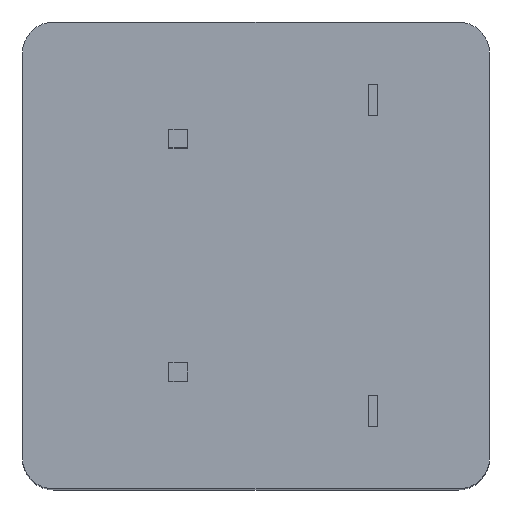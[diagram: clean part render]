
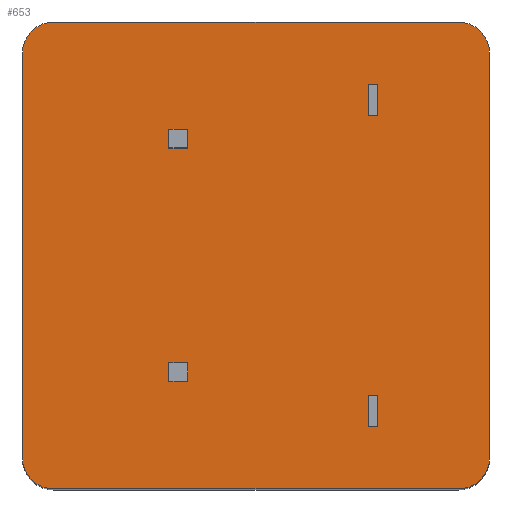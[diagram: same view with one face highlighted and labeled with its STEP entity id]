
A CAD part, top view. The second image highlights one B-rep face of the part: STEP entity #653.
In plain terms, the highlighted planar face has unit normal (0, 0, 1).
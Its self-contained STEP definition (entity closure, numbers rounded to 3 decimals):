
#134=CARTESIAN_POINT('',(-6.5,-6.5,0.));
#135=DIRECTION('',(0.,0.,1.));
#136=DIRECTION('',(-1.,0.,0.));
#137=AXIS2_PLACEMENT_3D('',#134,#135,#136);
#139=DIRECTION('',(0.,-1.,0.));
#140=VECTOR('',#139,13.);
#141=CARTESIAN_POINT('',(-7.5,6.5,0.));
#142=LINE('',#141,#140);
#143=CARTESIAN_POINT('',(-6.5,6.5,0.));
#144=DIRECTION('',(0.,0.,1.));
#145=DIRECTION('',(0.,1.,0.));
#146=AXIS2_PLACEMENT_3D('',#143,#144,#145);
#148=DIRECTION('',(-1.,0.,0.));
#149=VECTOR('',#148,13.);
#150=CARTESIAN_POINT('',(6.5,7.5,0.));
#151=LINE('',#150,#149);
#152=CARTESIAN_POINT('',(6.5,6.5,0.));
#153=DIRECTION('',(0.,0.,1.));
#154=DIRECTION('',(1.,0.,0.));
#155=AXIS2_PLACEMENT_3D('',#152,#153,#154);
#157=DIRECTION('',(0.,1.,0.));
#158=VECTOR('',#157,13.);
#159=CARTESIAN_POINT('',(7.5,-6.5,0.));
#160=LINE('',#159,#158);
#161=CARTESIAN_POINT('',(6.5,-6.5,0.));
#162=DIRECTION('',(0.,0.,1.));
#163=DIRECTION('',(0.,-1.,0.));
#164=AXIS2_PLACEMENT_3D('',#161,#162,#163);
#166=DIRECTION('',(1.,0.,0.));
#167=VECTOR('',#166,13.);
#168=CARTESIAN_POINT('',(-6.5,-7.5,0.));
#169=LINE('',#168,#167);
#170=DIRECTION('',(0.,-1.,0.));
#171=VECTOR('',#170,0.6);
#172=CARTESIAN_POINT('',(-2.8,4.05,0.));
#173=LINE('',#172,#171);
#174=DIRECTION('',(1.,0.,0.));
#175=VECTOR('',#174,0.6);
#176=CARTESIAN_POINT('',(-2.8,3.45,0.));
#177=LINE('',#176,#175);
#178=DIRECTION('',(0.,1.,0.));
#179=VECTOR('',#178,0.6);
#180=CARTESIAN_POINT('',(-2.2,3.45,0.));
#181=LINE('',#180,#179);
#182=DIRECTION('',(-1.,0.,0.));
#183=VECTOR('',#182,0.6);
#184=CARTESIAN_POINT('',(-2.2,4.05,0.));
#185=LINE('',#184,#183);
#186=DIRECTION('',(0.,-1.,0.));
#187=VECTOR('',#186,0.6);
#188=CARTESIAN_POINT('',(-2.8,-3.45,0.));
#189=LINE('',#188,#187);
#190=DIRECTION('',(1.,0.,0.));
#191=VECTOR('',#190,0.6);
#192=CARTESIAN_POINT('',(-2.8,-4.05,0.));
#193=LINE('',#192,#191);
#194=DIRECTION('',(0.,1.,0.));
#195=VECTOR('',#194,0.6);
#196=CARTESIAN_POINT('',(-2.2,-4.05,0.));
#197=LINE('',#196,#195);
#198=DIRECTION('',(-1.,0.,0.));
#199=VECTOR('',#198,0.6);
#200=CARTESIAN_POINT('',(-2.2,-3.45,0.));
#201=LINE('',#200,#199);
#202=DIRECTION('',(0.,-1.,0.));
#203=VECTOR('',#202,1.);
#204=CARTESIAN_POINT('',(3.6,5.5,0.));
#205=LINE('',#204,#203);
#206=DIRECTION('',(1.,0.,0.));
#207=VECTOR('',#206,0.3);
#208=CARTESIAN_POINT('',(3.6,4.5,0.));
#209=LINE('',#208,#207);
#210=DIRECTION('',(0.,1.,0.));
#211=VECTOR('',#210,1.);
#212=CARTESIAN_POINT('',(3.9,4.5,0.));
#213=LINE('',#212,#211);
#214=DIRECTION('',(-1.,0.,0.));
#215=VECTOR('',#214,0.3);
#216=CARTESIAN_POINT('',(3.9,5.5,0.));
#217=LINE('',#216,#215);
#218=DIRECTION('',(0.,-1.,0.));
#219=VECTOR('',#218,1.);
#220=CARTESIAN_POINT('',(3.6,-4.5,0.));
#221=LINE('',#220,#219);
#222=DIRECTION('',(1.,0.,0.));
#223=VECTOR('',#222,0.3);
#224=CARTESIAN_POINT('',(3.6,-5.5,0.));
#225=LINE('',#224,#223);
#226=DIRECTION('',(0.,1.,0.));
#227=VECTOR('',#226,1.);
#228=CARTESIAN_POINT('',(3.9,-5.5,0.));
#229=LINE('',#228,#227);
#230=DIRECTION('',(-1.,0.,0.));
#231=VECTOR('',#230,0.3);
#232=CARTESIAN_POINT('',(3.9,-4.5,0.));
#233=LINE('',#232,#231);
#518=CARTESIAN_POINT('',(-2.8,4.05,0.));
#519=CARTESIAN_POINT('',(-2.8,3.45,0.));
#520=VERTEX_POINT('',#518);
#521=VERTEX_POINT('',#519);
#522=CARTESIAN_POINT('',(-2.2,3.45,0.));
#523=VERTEX_POINT('',#522);
#524=CARTESIAN_POINT('',(-2.2,4.05,0.));
#525=VERTEX_POINT('',#524);
#526=CARTESIAN_POINT('',(-2.8,-3.45,0.));
#527=CARTESIAN_POINT('',(-2.8,-4.05,0.));
#528=VERTEX_POINT('',#526);
#529=VERTEX_POINT('',#527);
#530=CARTESIAN_POINT('',(-2.2,-4.05,0.));
#531=VERTEX_POINT('',#530);
#532=CARTESIAN_POINT('',(-2.2,-3.45,0.));
#533=VERTEX_POINT('',#532);
#534=CARTESIAN_POINT('',(3.6,5.5,0.));
#535=CARTESIAN_POINT('',(3.6,4.5,0.));
#536=VERTEX_POINT('',#534);
#537=VERTEX_POINT('',#535);
#538=CARTESIAN_POINT('',(3.9,4.5,0.));
#539=VERTEX_POINT('',#538);
#540=CARTESIAN_POINT('',(3.9,5.5,0.));
#541=VERTEX_POINT('',#540);
#542=CARTESIAN_POINT('',(3.6,-4.5,0.));
#543=CARTESIAN_POINT('',(3.6,-5.5,0.));
#544=VERTEX_POINT('',#542);
#545=VERTEX_POINT('',#543);
#546=CARTESIAN_POINT('',(3.9,-5.5,0.));
#547=VERTEX_POINT('',#546);
#548=CARTESIAN_POINT('',(3.9,-4.5,0.));
#549=VERTEX_POINT('',#548);
#558=CARTESIAN_POINT('',(-7.5,-6.5,0.));
#559=CARTESIAN_POINT('',(-6.5,-7.5,0.));
#560=VERTEX_POINT('',#558);
#561=VERTEX_POINT('',#559);
#568=CARTESIAN_POINT('',(6.5,-7.5,0.));
#569=CARTESIAN_POINT('',(7.5,-6.5,0.));
#570=VERTEX_POINT('',#568);
#571=VERTEX_POINT('',#569);
#578=CARTESIAN_POINT('',(7.5,6.5,0.));
#579=CARTESIAN_POINT('',(6.5,7.5,0.));
#580=VERTEX_POINT('',#578);
#581=VERTEX_POINT('',#579);
#586=CARTESIAN_POINT('',(-6.5,7.5,0.));
#587=CARTESIAN_POINT('',(-7.5,6.5,0.));
#588=VERTEX_POINT('',#586);
#589=VERTEX_POINT('',#587);
#590=CARTESIAN_POINT('',(0.,0.,0.));
#591=DIRECTION('',(0.,0.,1.));
#592=DIRECTION('',(1.,0.,0.));
#593=AXIS2_PLACEMENT_3D('',#590,#591,#592);
#594=PLANE('',#593);
#596=ORIENTED_EDGE('',*,*,#595,.F.);
#598=ORIENTED_EDGE('',*,*,#597,.F.);
#600=ORIENTED_EDGE('',*,*,#599,.F.);
#602=ORIENTED_EDGE('',*,*,#601,.F.);
#604=ORIENTED_EDGE('',*,*,#603,.F.);
#606=ORIENTED_EDGE('',*,*,#605,.F.);
#608=ORIENTED_EDGE('',*,*,#607,.F.);
#610=ORIENTED_EDGE('',*,*,#609,.F.);
#611=EDGE_LOOP('',(#596,#598,#600,#602,#604,#606,#608,#610));
#612=FACE_OUTER_BOUND('',#611,.F.);
#614=ORIENTED_EDGE('',*,*,#613,.T.);
#616=ORIENTED_EDGE('',*,*,#615,.T.);
#618=ORIENTED_EDGE('',*,*,#617,.T.);
#620=ORIENTED_EDGE('',*,*,#619,.T.);
#621=EDGE_LOOP('',(#614,#616,#618,#620));
#622=FACE_BOUND('',#621,.F.);
#624=ORIENTED_EDGE('',*,*,#623,.T.);
#626=ORIENTED_EDGE('',*,*,#625,.T.);
#628=ORIENTED_EDGE('',*,*,#627,.T.);
#630=ORIENTED_EDGE('',*,*,#629,.T.);
#631=EDGE_LOOP('',(#624,#626,#628,#630));
#632=FACE_BOUND('',#631,.F.);
#634=ORIENTED_EDGE('',*,*,#633,.T.);
#636=ORIENTED_EDGE('',*,*,#635,.T.);
#638=ORIENTED_EDGE('',*,*,#637,.T.);
#640=ORIENTED_EDGE('',*,*,#639,.T.);
#641=EDGE_LOOP('',(#634,#636,#638,#640));
#642=FACE_BOUND('',#641,.F.);
#644=ORIENTED_EDGE('',*,*,#643,.T.);
#646=ORIENTED_EDGE('',*,*,#645,.T.);
#648=ORIENTED_EDGE('',*,*,#647,.T.);
#650=ORIENTED_EDGE('',*,*,#649,.T.);
#651=EDGE_LOOP('',(#644,#646,#648,#650));
#652=FACE_BOUND('',#651,.F.);
#138=CIRCLE('',#137,1.);
#147=CIRCLE('',#146,1.);
#156=CIRCLE('',#155,1.);
#165=CIRCLE('',#164,1.);
#595=EDGE_CURVE('',#560,#561,#138,.T.);
#597=EDGE_CURVE('',#589,#560,#142,.T.);
#599=EDGE_CURVE('',#588,#589,#147,.T.);
#601=EDGE_CURVE('',#581,#588,#151,.T.);
#603=EDGE_CURVE('',#580,#581,#156,.T.);
#605=EDGE_CURVE('',#571,#580,#160,.T.);
#607=EDGE_CURVE('',#570,#571,#165,.T.);
#609=EDGE_CURVE('',#561,#570,#169,.T.);
#613=EDGE_CURVE('',#520,#521,#173,.T.);
#615=EDGE_CURVE('',#521,#523,#177,.T.);
#617=EDGE_CURVE('',#523,#525,#181,.T.);
#619=EDGE_CURVE('',#525,#520,#185,.T.);
#623=EDGE_CURVE('',#528,#529,#189,.T.);
#625=EDGE_CURVE('',#529,#531,#193,.T.);
#627=EDGE_CURVE('',#531,#533,#197,.T.);
#629=EDGE_CURVE('',#533,#528,#201,.T.);
#633=EDGE_CURVE('',#536,#537,#205,.T.);
#635=EDGE_CURVE('',#537,#539,#209,.T.);
#637=EDGE_CURVE('',#539,#541,#213,.T.);
#639=EDGE_CURVE('',#541,#536,#217,.T.);
#643=EDGE_CURVE('',#544,#545,#221,.T.);
#645=EDGE_CURVE('',#545,#547,#225,.T.);
#647=EDGE_CURVE('',#547,#549,#229,.T.);
#649=EDGE_CURVE('',#549,#544,#233,.T.);
#653=ADVANCED_FACE('',(#612,#622,#632,#642,#652),#594,.T.);
